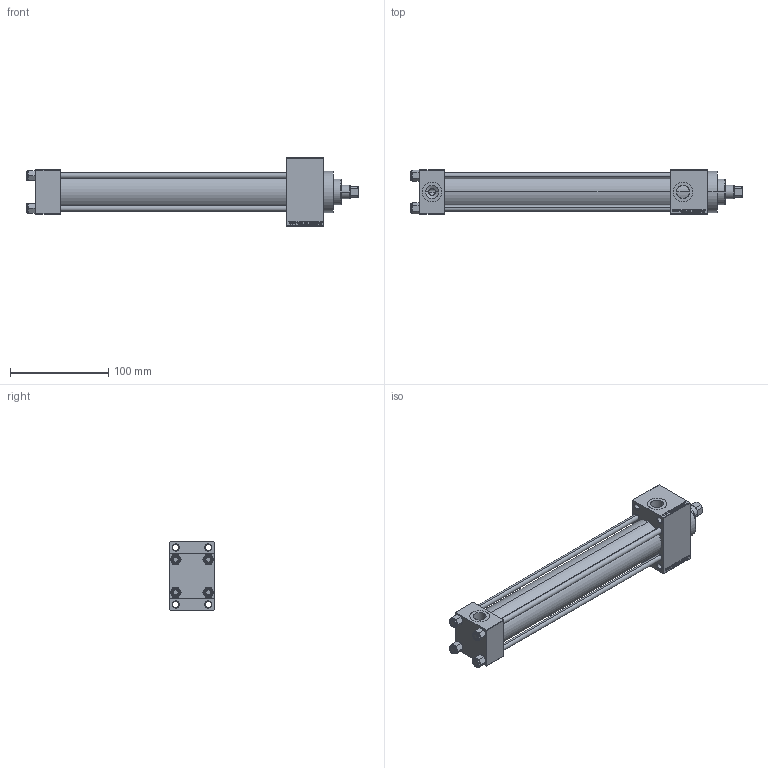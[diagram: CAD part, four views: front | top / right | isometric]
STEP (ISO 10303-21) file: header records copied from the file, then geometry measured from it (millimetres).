
FILE_DESCRIPTION (( 'STEP AP203' ), '1' );
FILE_NAME ('9d9e.STEP', '2023-08-23T05:15:33', ( '' ), ( '' ), 'SwSTEP 2.0', 'SolidWorks 2019', '' );
FILE_SCHEMA (( 'CONFIG_CONTROL_DESIGN' ));
Length unit declared in the file: millimetre
Products named in the file (6): V215CR_VCP_D 1c90844ba5416386ef583881a5eaedfc; 9d9e; V215CR_D_Body 1c90844ba5416386ef583881a5eaedfc; V215CR_D_TYCINKA 1c90844ba5416386ef583881a5eaedfc; NUT_M5_D 1c90844ba5416386ef583881a5eaedfc; V215_VC_A 1c90844ba5416386ef583881a5eaedfc
Assembly tree (11 placements, depth 2):
  9d9e
    V215CR_D_Body 1c90844ba5416386ef583881a5eaedfc
    V215CR_VCP_D 1c90844ba5416386ef583881a5eaedfc
    NUT_M5_D 1c90844ba5416386ef583881a5eaedfc  x4
    V215CR_D_TYCINKA 1c90844ba5416386ef583881a5eaedfc  x4
    V215_VC_A 1c90844ba5416386ef583881a5eaedfc
Bounding box: 338 x 45 x 70 mm (x, y, z)
Volume: 337769.3 mm3; surface area: 136461 mm2
Topology: 11 solids, 11 shells, 1102 faces, 2746 edges, 1777 vertices
Faces by surface type: plane 496, bspline 368, cone 142, cylinder 88, torus 8
Entity records: 47156 total; most frequent: CARTESIAN_POINT 25056, ORIENTED_EDGE 4984, DIRECTION 3184, EDGE_CURVE 2492, VERTEX_POINT 1633, VECTOR 1502, LINE 1502, EDGE_LOOP 1113
